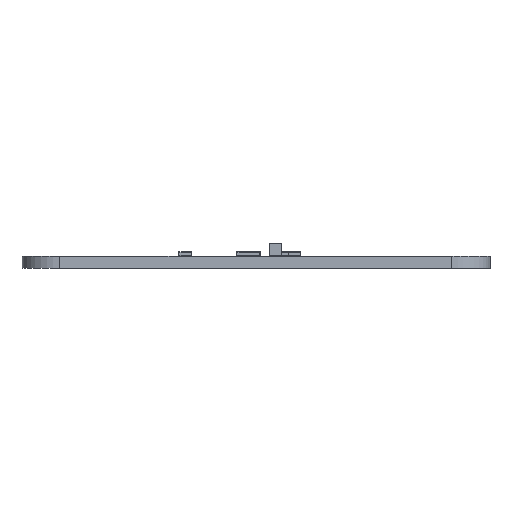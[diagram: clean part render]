
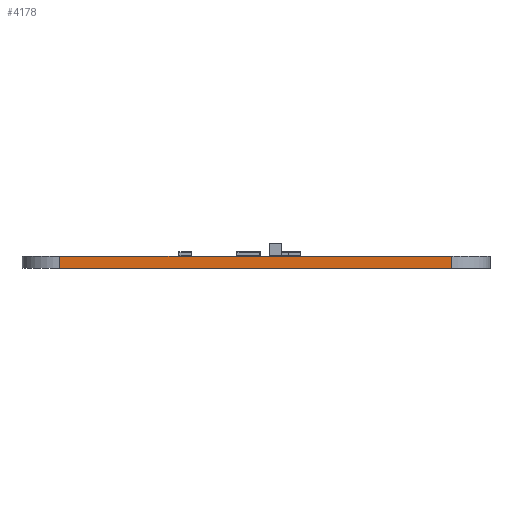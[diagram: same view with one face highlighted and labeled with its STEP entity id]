
A CAD part, left-side view. The second image highlights one B-rep face of the part: STEP entity #4178.
In plain terms, the highlighted planar face has unit normal (-1, 0, 0).
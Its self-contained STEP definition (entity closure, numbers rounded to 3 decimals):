
#3995 = CYLINDRICAL_SURFACE('',#3996,5.);
#3996 = AXIS2_PLACEMENT_3D('',#3997,#3998,#3999);
#3997 = CARTESIAN_POINT('',(-22.578,25.988,0.));
#3998 = DIRECTION('',(0.,0.,-1.));
#3999 = DIRECTION('',(1.,0.,0.));
#4020 = VERTEX_POINT('',#4021);
#4021 = CARTESIAN_POINT('',(-27.578,25.988,1.6));
#4036 = PLANE('',#4037);
#4037 = AXIS2_PLACEMENT_3D('',#4038,#4039,#4040);
#4038 = CARTESIAN_POINT('',(-0.038,-0.022,1.6
    ));
#4039 = DIRECTION('',(0.,0.,1.));
#4040 = DIRECTION('',(1.,0.,0.));
#4048 = EDGE_CURVE('',#4049,#4020,#4051,.T.);
#4049 = VERTEX_POINT('',#4050);
#4050 = CARTESIAN_POINT('',(-27.578,25.988,0.));
#4051 = SURFACE_CURVE('',#4052,(#4056,#4063),.PCURVE_S1.);
#4052 = LINE('',#4053,#4054);
#4053 = CARTESIAN_POINT('',(-27.578,25.988,0.));
#4054 = VECTOR('',#4055,1.);
#4055 = DIRECTION('',(0.,0.,1.));
#4056 = PCURVE('',#3995,#4057);
#4057 = DEFINITIONAL_REPRESENTATION('',(#4058),#4062);
#4058 = LINE('',#4059,#4060);
#4059 = CARTESIAN_POINT('',(-3.142,0.));
#4060 = VECTOR('',#4061,1.);
#4061 = DIRECTION('',(0.,-1.));
#4062 = ( GEOMETRIC_REPRESENTATION_CONTEXT(2) 
PARAMETRIC_REPRESENTATION_CONTEXT() REPRESENTATION_CONTEXT('2D SPACE',''
  ) );
#4063 = PCURVE('',#4064,#4069);
#4064 = PLANE('',#4065);
#4065 = AXIS2_PLACEMENT_3D('',#4066,#4067,#4068);
#4066 = CARTESIAN_POINT('',(-27.578,25.988,0.));
#4067 = DIRECTION('',(1.,0.,0.));
#4068 = DIRECTION('',(0.,-1.,0.));
#4069 = DEFINITIONAL_REPRESENTATION('',(#4070),#4074);
#4070 = LINE('',#4071,#4072);
#4071 = CARTESIAN_POINT('',(0.,0.));
#4072 = VECTOR('',#4073,1.);
#4073 = DIRECTION('',(0.,-1.));
#4074 = ( GEOMETRIC_REPRESENTATION_CONTEXT(2) 
PARAMETRIC_REPRESENTATION_CONTEXT() REPRESENTATION_CONTEXT('2D SPACE',''
  ) );
#4091 = PLANE('',#4092);
#4092 = AXIS2_PLACEMENT_3D('',#4093,#4094,#4095);
#4093 = CARTESIAN_POINT('',(-0.038,-0.022,
    0.));
#4094 = DIRECTION('',(0.,0.,1.));
#4095 = DIRECTION('',(1.,0.,0.));
#4178 = ADVANCED_FACE('',(#4179),#4064,.F.);
#4179 = FACE_BOUND('',#4180,.F.);
#4180 = EDGE_LOOP('',(#4181,#4182,#4205,#4233));
#4181 = ORIENTED_EDGE('',*,*,#4048,.T.);
#4182 = ORIENTED_EDGE('',*,*,#4183,.T.);
#4183 = EDGE_CURVE('',#4020,#4184,#4186,.T.);
#4184 = VERTEX_POINT('',#4185);
#4185 = CARTESIAN_POINT('',(-27.578,-25.907,1.6));
#4186 = SURFACE_CURVE('',#4187,(#4191,#4198),.PCURVE_S1.);
#4187 = LINE('',#4188,#4189);
#4188 = CARTESIAN_POINT('',(-27.578,25.988,1.6));
#4189 = VECTOR('',#4190,1.);
#4190 = DIRECTION('',(0.,-1.,0.));
#4191 = PCURVE('',#4064,#4192);
#4192 = DEFINITIONAL_REPRESENTATION('',(#4193),#4197);
#4193 = LINE('',#4194,#4195);
#4194 = CARTESIAN_POINT('',(0.,-1.6));
#4195 = VECTOR('',#4196,1.);
#4196 = DIRECTION('',(1.,0.));
#4197 = ( GEOMETRIC_REPRESENTATION_CONTEXT(2) 
PARAMETRIC_REPRESENTATION_CONTEXT() REPRESENTATION_CONTEXT('2D SPACE',''
  ) );
#4198 = PCURVE('',#4036,#4199);
#4199 = DEFINITIONAL_REPRESENTATION('',(#4200),#4204);
#4200 = LINE('',#4201,#4202);
#4201 = CARTESIAN_POINT('',(-27.54,26.01));
#4202 = VECTOR('',#4203,1.);
#4203 = DIRECTION('',(0.,-1.));
#4204 = ( GEOMETRIC_REPRESENTATION_CONTEXT(2) 
PARAMETRIC_REPRESENTATION_CONTEXT() REPRESENTATION_CONTEXT('2D SPACE',''
  ) );
#4205 = ORIENTED_EDGE('',*,*,#4206,.F.);
#4206 = EDGE_CURVE('',#4207,#4184,#4209,.T.);
#4207 = VERTEX_POINT('',#4208);
#4208 = CARTESIAN_POINT('',(-27.578,-25.907,0.));
#4209 = SURFACE_CURVE('',#4210,(#4214,#4221),.PCURVE_S1.);
#4210 = LINE('',#4211,#4212);
#4211 = CARTESIAN_POINT('',(-27.578,-25.907,0.));
#4212 = VECTOR('',#4213,1.);
#4213 = DIRECTION('',(0.,0.,1.));
#4214 = PCURVE('',#4064,#4215);
#4215 = DEFINITIONAL_REPRESENTATION('',(#4216),#4220);
#4216 = LINE('',#4217,#4218);
#4217 = CARTESIAN_POINT('',(51.895,0.));
#4218 = VECTOR('',#4219,1.);
#4219 = DIRECTION('',(0.,-1.));
#4220 = ( GEOMETRIC_REPRESENTATION_CONTEXT(2) 
PARAMETRIC_REPRESENTATION_CONTEXT() REPRESENTATION_CONTEXT('2D SPACE',''
  ) );
#4221 = PCURVE('',#4222,#4227);
#4222 = CYLINDRICAL_SURFACE('',#4223,5.001);
#4223 = AXIS2_PLACEMENT_3D('',#4224,#4225,#4226);
#4224 = CARTESIAN_POINT('',(-22.578,-25.987,0.));
#4225 = DIRECTION('',(0.,0.,-1.));
#4226 = DIRECTION('',(1.,0.,0.));
#4227 = DEFINITIONAL_REPRESENTATION('',(#4228),#4232);
#4228 = LINE('',#4229,#4230);
#4229 = CARTESIAN_POINT('',(-3.126,0.));
#4230 = VECTOR('',#4231,1.);
#4231 = DIRECTION('',(0.,-1.));
#4232 = ( GEOMETRIC_REPRESENTATION_CONTEXT(2) 
PARAMETRIC_REPRESENTATION_CONTEXT() REPRESENTATION_CONTEXT('2D SPACE',''
  ) );
#4233 = ORIENTED_EDGE('',*,*,#4234,.F.);
#4234 = EDGE_CURVE('',#4049,#4207,#4235,.T.);
#4235 = SURFACE_CURVE('',#4236,(#4240,#4247),.PCURVE_S1.);
#4236 = LINE('',#4237,#4238);
#4237 = CARTESIAN_POINT('',(-27.578,25.988,0.));
#4238 = VECTOR('',#4239,1.);
#4239 = DIRECTION('',(0.,-1.,0.));
#4240 = PCURVE('',#4064,#4241);
#4241 = DEFINITIONAL_REPRESENTATION('',(#4242),#4246);
#4242 = LINE('',#4243,#4244);
#4243 = CARTESIAN_POINT('',(0.,0.));
#4244 = VECTOR('',#4245,1.);
#4245 = DIRECTION('',(1.,0.));
#4246 = ( GEOMETRIC_REPRESENTATION_CONTEXT(2) 
PARAMETRIC_REPRESENTATION_CONTEXT() REPRESENTATION_CONTEXT('2D SPACE',''
  ) );
#4247 = PCURVE('',#4091,#4248);
#4248 = DEFINITIONAL_REPRESENTATION('',(#4249),#4253);
#4249 = LINE('',#4250,#4251);
#4250 = CARTESIAN_POINT('',(-27.54,26.01));
#4251 = VECTOR('',#4252,1.);
#4252 = DIRECTION('',(0.,-1.));
#4253 = ( GEOMETRIC_REPRESENTATION_CONTEXT(2) 
PARAMETRIC_REPRESENTATION_CONTEXT() REPRESENTATION_CONTEXT('2D SPACE',''
  ) );
